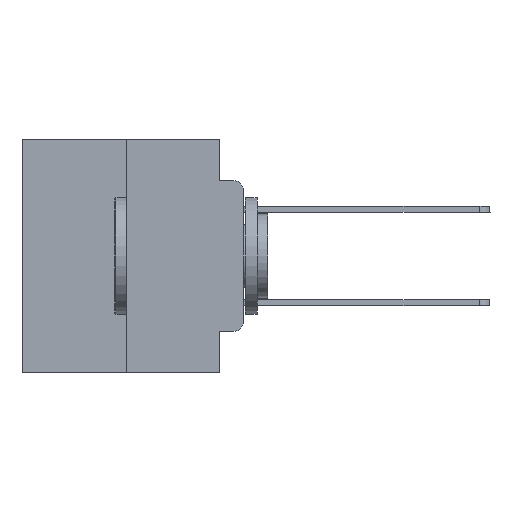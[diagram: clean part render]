
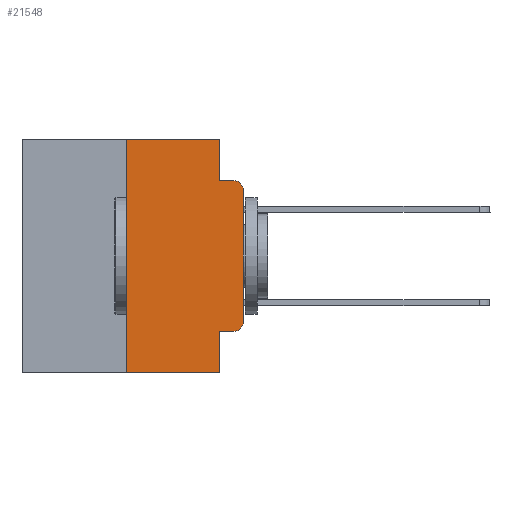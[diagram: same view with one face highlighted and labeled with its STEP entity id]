
A CAD part, left-side view. The second image highlights one B-rep face of the part: STEP entity #21548.
In plain terms, the highlighted planar face has unit normal (-1, 0, 0).
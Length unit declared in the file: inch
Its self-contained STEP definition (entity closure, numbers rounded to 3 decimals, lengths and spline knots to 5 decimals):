
#118 = CARTESIAN_POINT ( 'NONE',  ( 0., 0., -0.1085 ) ) ;
#216 = CARTESIAN_POINT ( 'NONE',  ( 0., 0.02, -0.4115 ) ) ;
#378 = PLANE ( 'NONE',  #1912 ) ;
#492 = EDGE_CURVE ( 'NONE', #12950, #26413, #3551, .T. ) ;
#710 = EDGE_CURVE ( 'NONE', #25988, #26413, #4200, .T. ) ;
#864 = VECTOR ( 'NONE', #7892, 39.37008 ) ;
#1079 = EDGE_CURVE ( 'NONE', #13396, #4331, #12639, .T. ) ;
#1104 = ORIENTED_EDGE ( 'NONE', *, *, #23388, .F. ) ;
#1208 = CARTESIAN_POINT ( 'NONE',  ( 0., 0.02, -0.1085 ) ) ;
#1277 = VECTOR ( 'NONE', #9856, 39.37008 ) ;
#1551 = ORIENTED_EDGE ( 'NONE', *, *, #4303, .T. ) ;
#1912 = AXIS2_PLACEMENT_3D ( 'NONE', #19667, #6837, #8895 ) ;
#2553 = CARTESIAN_POINT ( 'NONE',  ( 0., 0.051, -0.5 ) ) ;
#2771 = CARTESIAN_POINT ( 'NONE',  ( 0., 0.25, 0. ) ) ;
#3551 = LINE ( 'NONE', #25464, #13579 ) ;
#3572 = DIRECTION ( 'NONE',  ( 0., -1., 0. ) ) ;
#4200 = LINE ( 'NONE', #22755, #864 ) ;
#4303 = EDGE_CURVE ( 'NONE', #25988, #6088, #6353, .T. ) ;
#4317 = CARTESIAN_POINT ( 'NONE',  ( 0., 0.051, -0.0885 ) ) ;
#4331 = VERTEX_POINT ( 'NONE', #118 ) ;
#4797 = CARTESIAN_POINT ( 'NONE',  ( 0., 0.051, -0.4115 ) ) ;
#5221 = DIRECTION ( 'NONE',  ( 0., 0., 1. ) ) ;
#5675 = CARTESIAN_POINT ( 'NONE',  ( 0., 0.25, 0. ) ) ;
#5786 = CARTESIAN_POINT ( 'NONE',  ( 0., 0.051, -0.4115 ) ) ;
#6050 = CARTESIAN_POINT ( 'NONE',  ( 0., 0.25, -0.5 ) ) ;
#6088 = VERTEX_POINT ( 'NONE', #216 ) ;
#6353 = LINE ( 'NONE', #4797, #11362 ) ;
#6355 = EDGE_CURVE ( 'NONE', #16926, #25605, #14931, .T. ) ;
#6369 = VECTOR ( 'NONE', #5221, 39.37008 ) ;
#6621 = ORIENTED_EDGE ( 'NONE', *, *, #1079, .T. ) ;
#6837 = DIRECTION ( 'NONE',  ( 1., 0., 0. ) ) ;
#7379 = VECTOR ( 'NONE', #22026, 39.37008 ) ;
#7892 = DIRECTION ( 'NONE',  ( 0., 0., -1. ) ) ;
#8561 = DIRECTION ( 'NONE',  ( 0., -1., 0. ) ) ;
#8895 = DIRECTION ( 'NONE',  ( 0., 0., -1. ) ) ;
#9311 = CARTESIAN_POINT ( 'NONE',  ( 0., 0.051, -0.0885 ) ) ;
#9856 = DIRECTION ( 'NONE',  ( 0., 0., 1. ) ) ;
#10778 = DIRECTION ( 'NONE',  ( 0., -1., 0. ) ) ;
#11362 = VECTOR ( 'NONE', #10778, 39.37008 ) ;
#11519 = EDGE_CURVE ( 'NONE', #12950, #16926, #17745, .T. ) ;
#12021 = VERTEX_POINT ( 'NONE', #4317 ) ;
#12049 = DIRECTION ( 'NONE',  ( 0., 0., -1. ) ) ;
#12639 = LINE ( 'NONE', #24877, #1277 ) ;
#12950 = VERTEX_POINT ( 'NONE', #6050 ) ;
#13293 = VECTOR ( 'NONE', #8561, 39.37008 ) ;
#13327 = CARTESIAN_POINT ( 'NONE',  ( 0., 0.02, -0.0885 ) ) ;
#13396 = VERTEX_POINT ( 'NONE', #13769 ) ;
#13507 = EDGE_CURVE ( 'NONE', #12021, #16852, #23994, .T. ) ;
#13579 = VECTOR ( 'NONE', #18961, 39.37008 ) ;
#13769 = CARTESIAN_POINT ( 'NONE',  ( 0., 0., -0.3915 ) ) ;
#14805 = DIRECTION ( 'NONE',  ( 0., 0., -1. ) ) ;
#14911 = EDGE_CURVE ( 'NONE', #6088, #13396, #18259, .T. ) ;
#14931 = LINE ( 'NONE', #21354, #13293 ) ;
#15176 = ORIENTED_EDGE ( 'NONE', *, *, #13507, .F. ) ;
#15634 = CARTESIAN_POINT ( 'NONE',  ( 0., 0.051, 0. ) ) ;
#15805 = FACE_OUTER_BOUND ( 'NONE', #22301, .T. ) ;
#16149 = DIRECTION ( 'NONE',  ( -1., 0., 0. ) ) ;
#16852 = VERTEX_POINT ( 'NONE', #13327 ) ;
#16926 = VERTEX_POINT ( 'NONE', #2771 ) ;
#16965 = DIRECTION ( 'NONE',  ( -1., 0., 0. ) ) ;
#17114 = ORIENTED_EDGE ( 'NONE', *, *, #710, .F. ) ;
#17745 = LINE ( 'NONE', #5675, #6369 ) ;
#18096 = LINE ( 'NONE', #15634, #7379 ) ;
#18259 = CIRCLE ( 'NONE', #22230, 0.02 ) ;
#18696 = CIRCLE ( 'NONE', #22912, 0.02 ) ;
#18961 = DIRECTION ( 'NONE',  ( 0., -1., 0. ) ) ;
#19667 = CARTESIAN_POINT ( 'NONE',  ( 0., 0.473, 0. ) ) ;
#20416 = ORIENTED_EDGE ( 'NONE', *, *, #24593, .T. ) ;
#21014 = ORIENTED_EDGE ( 'NONE', *, *, #11519, .F. ) ;
#21354 = CARTESIAN_POINT ( 'NONE',  ( 0., 0.473, 0. ) ) ;
#21548 = ADVANCED_FACE ( 'NONE', ( #15805 ), #378, .F. ) ;
#22026 = DIRECTION ( 'NONE',  ( 0., 0., -1. ) ) ;
#22230 = AXIS2_PLACEMENT_3D ( 'NONE', #27605, #16965, #14805 ) ;
#22301 = EDGE_LOOP ( 'NONE', ( #6621, #20416, #15176, #1104, #22497, #21014, #22837, #17114, #1551, #22714 ) ) ;
#22497 = ORIENTED_EDGE ( 'NONE', *, *, #6355, .F. ) ;
#22714 = ORIENTED_EDGE ( 'NONE', *, *, #14911, .T. ) ;
#22755 = CARTESIAN_POINT ( 'NONE',  ( 0., 0.051, 0. ) ) ;
#22837 = ORIENTED_EDGE ( 'NONE', *, *, #492, .T. ) ;
#22912 = AXIS2_PLACEMENT_3D ( 'NONE', #1208, #16149, #12049 ) ;
#23388 = EDGE_CURVE ( 'NONE', #25605, #12021, #18096, .T. ) ;
#23687 = VECTOR ( 'NONE', #3572, 39.37008 ) ;
#23994 = LINE ( 'NONE', #9311, #23687 ) ;
#24593 = EDGE_CURVE ( 'NONE', #4331, #16852, #18696, .T. ) ;
#24877 = CARTESIAN_POINT ( 'NONE',  ( 0., 0., 0. ) ) ;
#25464 = CARTESIAN_POINT ( 'NONE',  ( 0., 0.473, -0.5 ) ) ;
#25481 = CARTESIAN_POINT ( 'NONE',  ( 0., 0.051, 0. ) ) ;
#25605 = VERTEX_POINT ( 'NONE', #25481 ) ;
#25988 = VERTEX_POINT ( 'NONE', #5786 ) ;
#26413 = VERTEX_POINT ( 'NONE', #2553 ) ;
#27605 = CARTESIAN_POINT ( 'NONE',  ( 0., 0.02, -0.3915 ) ) ;
